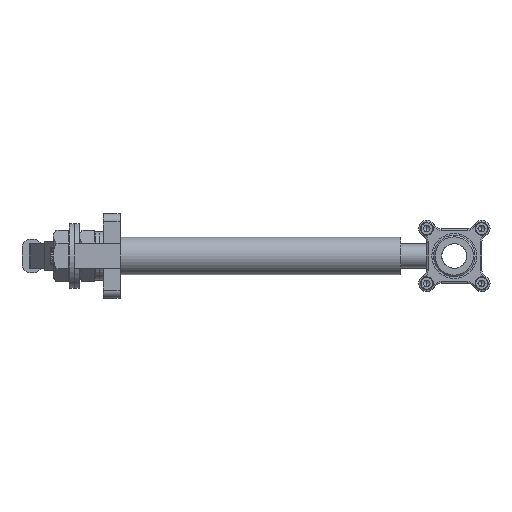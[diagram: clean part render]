
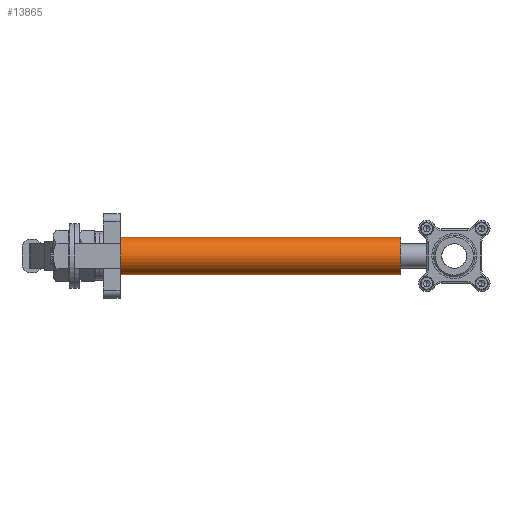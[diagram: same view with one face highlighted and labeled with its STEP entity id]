
A CAD part, left-side view. The second image highlights one B-rep face of the part: STEP entity #13865.
In plain terms, the highlighted cylindrical face has radius 11.267 mm (diameter 22.533 mm), a partial arc.
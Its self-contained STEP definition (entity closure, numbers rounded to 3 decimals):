
#7515 = DIRECTION ( 'NONE',  ( 0., -1., 0. ) ) ;
#9165 = VECTOR ( 'NONE', #13607, 1000. ) ;
#9493 = VERTEX_POINT ( 'NONE', #99769 ) ;
#10914 = AXIS2_PLACEMENT_3D ( 'NONE', #28531, #42495, #85209 ) ;
#12907 = VERTEX_POINT ( 'NONE', #82257 ) ;
#13607 = DIRECTION ( 'NONE',  ( 0., -1., 0. ) ) ;
#13865 = ADVANCED_FACE ( 'NONE', ( #25589 ), #57102, .T. ) ;
#15851 = CIRCLE ( 'NONE', #10914, 11.267 ) ;
#18457 = CARTESIAN_POINT ( 'NONE',  ( 0., 32.17, -11.267 ) ) ;
#20876 = EDGE_CURVE ( 'NONE', #12907, #60948, #15851, .T. ) ;
#25589 = FACE_OUTER_BOUND ( 'NONE', #76545, .T. ) ;
#26095 = DIRECTION ( 'NONE',  ( 0., -1., 0. ) ) ;
#28531 = CARTESIAN_POINT ( 'NONE',  ( 0., 32.17, 0. ) ) ;
#36906 = VERTEX_POINT ( 'NONE', #67334 ) ;
#41440 = AXIS2_PLACEMENT_3D ( 'NONE', #47962, #46440, #77957 ) ;
#42495 = DIRECTION ( 'NONE',  ( 0., -1., 0. ) ) ;
#46440 = DIRECTION ( 'NONE',  ( 0., -1., 0. ) ) ;
#46732 = CARTESIAN_POINT ( 'NONE',  ( 0., 0., 11.267 ) ) ;
#47962 = CARTESIAN_POINT ( 'NONE',  ( 0., 201., 0. ) ) ;
#51664 = VECTOR ( 'NONE', #7515, 1000. ) ;
#51813 = LINE ( 'NONE', #61113, #9165 ) ;
#55153 = ORIENTED_EDGE ( 'NONE', *, *, #56230, .T. ) ;
#56230 = EDGE_CURVE ( 'NONE', #9493, #60948, #51813, .T. ) ;
#57102 = CYLINDRICAL_SURFACE ( 'NONE', #75265, 11.267 ) ;
#57613 = DIRECTION ( 'NONE',  ( 0., 0., -1. ) ) ;
#59111 = ORIENTED_EDGE ( 'NONE', *, *, #71907, .T. ) ;
#60948 = VERTEX_POINT ( 'NONE', #18457 ) ;
#61113 = CARTESIAN_POINT ( 'NONE',  ( 0., 0., -11.267 ) ) ;
#64271 = LINE ( 'NONE', #46732, #51664 ) ;
#64530 = CIRCLE ( 'NONE', #41440, 11.267 ) ;
#67334 = CARTESIAN_POINT ( 'NONE',  ( 0., 201., 11.267 ) ) ;
#71907 = EDGE_CURVE ( 'NONE', #36906, #9493, #64530, .T. ) ;
#75265 = AXIS2_PLACEMENT_3D ( 'NONE', #88610, #26095, #57613 ) ;
#76545 = EDGE_LOOP ( 'NONE', ( #99543, #59111, #55153, #94820 ) ) ;
#77957 = DIRECTION ( 'NONE',  ( 0., 0., -1. ) ) ;
#82257 = CARTESIAN_POINT ( 'NONE',  ( 0., 32.17, 11.267 ) ) ;
#85209 = DIRECTION ( 'NONE',  ( 0., 0., -1. ) ) ;
#88610 = CARTESIAN_POINT ( 'NONE',  ( 0., 0., 0. ) ) ;
#94820 = ORIENTED_EDGE ( 'NONE', *, *, #20876, .F. ) ;
#95654 = EDGE_CURVE ( 'NONE', #36906, #12907, #64271, .T. ) ;
#99543 = ORIENTED_EDGE ( 'NONE', *, *, #95654, .F. ) ;
#99769 = CARTESIAN_POINT ( 'NONE',  ( 0., 201., -11.267 ) ) ;
